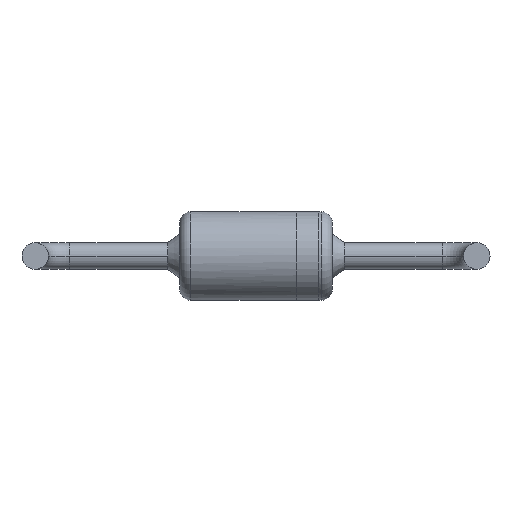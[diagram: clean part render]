
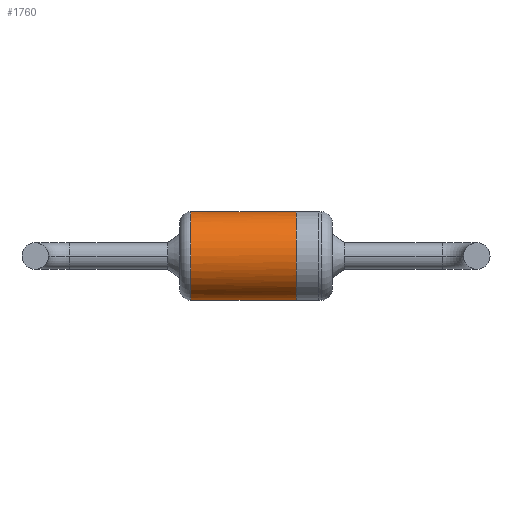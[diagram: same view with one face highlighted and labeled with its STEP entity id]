
A CAD part, front view. The second image highlights one B-rep face of the part: STEP entity #1760.
In plain terms, the highlighted cylindrical face has radius 0.765 mm (diameter 1.53 mm), a partial arc.
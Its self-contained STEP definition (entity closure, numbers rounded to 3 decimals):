
#27 = EDGE_CURVE ( 'NONE', #2220, #3541, #2995, .T. ) ;
#262 = DIRECTION ( 'NONE',  ( -1., 0., 0. ) ) ;
#315 = B_SPLINE_CURVE_WITH_KNOTS ( 'NONE', 3,
 ( #323, #2226, #4588, #2653, #3741, #4205, #744, #372, #3446, #1046 ),
 .UNSPECIFIED., .F., .F.,
 ( 4, 2, 2, 2, 4 ),
 ( 0.5, 0.625, 0.75, 0.875, 1. ),
 .UNSPECIFIED. ) ;
#323 = CARTESIAN_POINT ( 'NONE',  ( 4.503, 1.265, -0.765 ) ) ;
#328 = CARTESIAN_POINT ( 'NONE',  ( 4.503, 1.265, 0.765 ) ) ;
#372 = CARTESIAN_POINT ( 'NONE',  ( 4.503, 0.866, 0.683 ) ) ;
#744 = CARTESIAN_POINT ( 'NONE',  ( 4.503, 0.582, 0.399 ) ) ;
#891 = EDGE_CURVE ( 'NONE', #1325, #3541, #1613, .T. ) ;
#1046 = CARTESIAN_POINT ( 'NONE',  ( 4.503, 1.265, 0.765 ) ) ;
#1076 = DIRECTION ( 'NONE',  ( 0., 0., 1. ) ) ;
#1325 = VERTEX_POINT ( 'NONE', #328 ) ;
#1461 = DIRECTION ( 'NONE',  ( 0., 0., 1. ) ) ;
#1556 = DIRECTION ( 'NONE',  ( -1., 0., 0. ) ) ;
#1613 = LINE ( 'NONE', #4648, #2654 ) ;
#1760 = ADVANCED_FACE ( 'NONE', ( #4197 ), #3810, .T. ) ;
#1941 = ORIENTED_EDGE ( 'NONE', *, *, #2218, .T. ) ;
#2184 = VECTOR ( 'NONE', #4463, 1000. ) ;
#2218 = EDGE_CURVE ( 'NONE', #2402, #1325, #315, .T. ) ;
#2220 = VERTEX_POINT ( 'NONE', #4107 ) ;
#2226 = CARTESIAN_POINT ( 'NONE',  ( 4.503, 1.065, -0.765 ) ) ;
#2402 = VERTEX_POINT ( 'NONE', #2964 ) ;
#2436 = LINE ( 'NONE', #4412, #2184 ) ;
#2653 = CARTESIAN_POINT ( 'NONE',  ( 4.503, 0.582, -0.399 ) ) ;
#2654 = VECTOR ( 'NONE', #1556, 1000. ) ;
#2791 = ORIENTED_EDGE ( 'NONE', *, *, #3180, .F. ) ;
#2827 = ORIENTED_EDGE ( 'NONE', *, *, #27, .F. ) ;
#2904 = CARTESIAN_POINT ( 'NONE',  ( 2.686, 1.265, 0.765 ) ) ;
#2957 = CARTESIAN_POINT ( 'NONE',  ( 2.686, 1.265, 0. ) ) ;
#2964 = CARTESIAN_POINT ( 'NONE',  ( 4.503, 1.265, -0.765 ) ) ;
#2995 = CIRCLE ( 'NONE', #4204, 0.765 ) ;
#3180 = EDGE_CURVE ( 'NONE', #2402, #2220, #2436, .T. ) ;
#3446 = CARTESIAN_POINT ( 'NONE',  ( 4.503, 1.065, 0.765 ) ) ;
#3487 = DIRECTION ( 'NONE',  ( -1., 0., 0. ) ) ;
#3541 = VERTEX_POINT ( 'NONE', #2904 ) ;
#3741 = CARTESIAN_POINT ( 'NONE',  ( 4.503, 0.5, -0.2 ) ) ;
#3810 = CYLINDRICAL_SURFACE ( 'NONE', #4406, 0.765 ) ;
#3943 = CARTESIAN_POINT ( 'NONE',  ( 2.285, 1.265, 0. ) ) ;
#3993 = EDGE_LOOP ( 'NONE', ( #2791, #1941, #4931, #2827 ) ) ;
#4107 = CARTESIAN_POINT ( 'NONE',  ( 2.686, 1.265, -0.765 ) ) ;
#4197 = FACE_OUTER_BOUND ( 'NONE', #3993, .T. ) ;
#4204 = AXIS2_PLACEMENT_3D ( 'NONE', #2957, #262, #1461 ) ;
#4205 = CARTESIAN_POINT ( 'NONE',  ( 4.503, 0.5, 0.2 ) ) ;
#4406 = AXIS2_PLACEMENT_3D ( 'NONE', #3943, #3487, #1076 ) ;
#4412 = CARTESIAN_POINT ( 'NONE',  ( 2.285, 1.265, -0.765 ) ) ;
#4463 = DIRECTION ( 'NONE',  ( -1., 0., 0. ) ) ;
#4588 = CARTESIAN_POINT ( 'NONE',  ( 4.503, 0.866, -0.683 ) ) ;
#4648 = CARTESIAN_POINT ( 'NONE',  ( 2.285, 1.265, 0.765 ) ) ;
#4931 = ORIENTED_EDGE ( 'NONE', *, *, #891, .T. ) ;
